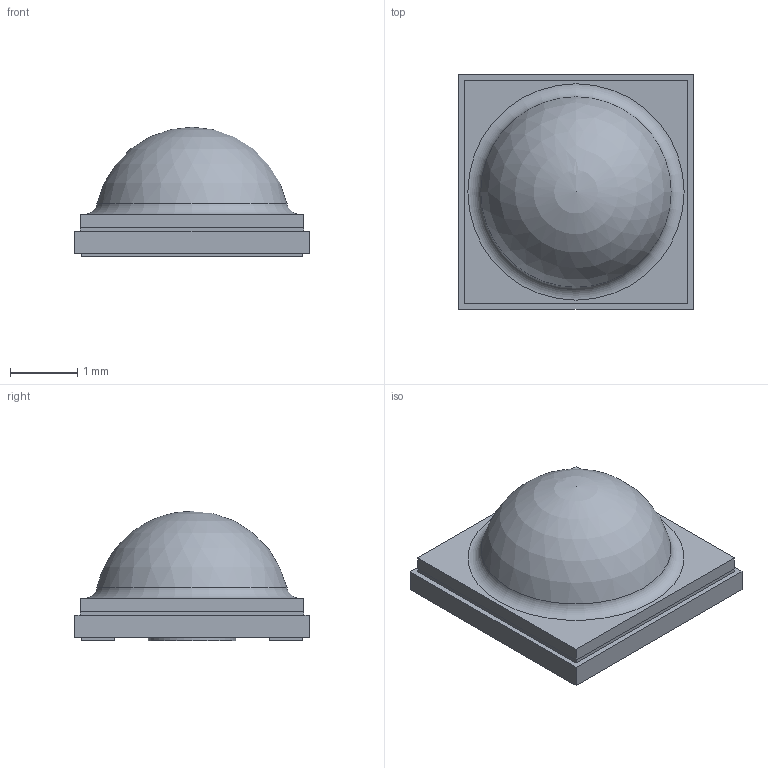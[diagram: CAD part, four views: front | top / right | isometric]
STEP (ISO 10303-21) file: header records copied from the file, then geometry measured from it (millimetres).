
FILE_DESCRIPTION(/* description */ (''),/* implementation_level */ '2;1');
FILE_NAME(/* name */ 'LH351Z_LED.stp',/* time_stamp */ '2013-07-17T16:37:12+09:00',/* author */ (''),/* organization */ (''),/* preprocessor_version */ 'ST-DEVELOPER v11',/* originating_system */ 'SIEMENS PLM Software NX 7.5',/* authorisation */ '');
FILE_SCHEMA (('CONFIG_CONTROL_DESIGN'));
Length unit declared in the file: millimetre
Products named in the file (1): susu247F2g3l
Bounding box: 3.5 x 3.5 x 1.93 mm (x, y, z)
Volume: 12.6 mm3; surface area: 74.9 mm2
Topology: 5 solids, 5 shells, 43 faces, 100 edges, 68 vertices
Faces by surface type: plane 37, cylinder 4, torus 1, sphere 1
Entity records: 1286 total; most frequent: CARTESIAN_POINT 242, ORIENTED_EDGE 192, DIRECTION 186, EDGE_CURVE 96, LINE 78, VECTOR 78, VERTEX_POINT 66, AXIS2_PLACEMENT_3D 54
